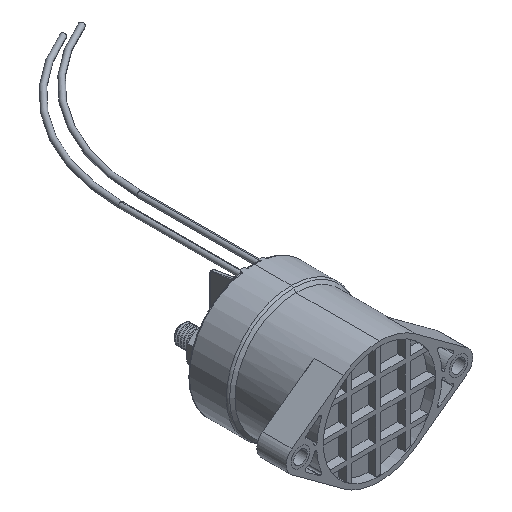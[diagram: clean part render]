
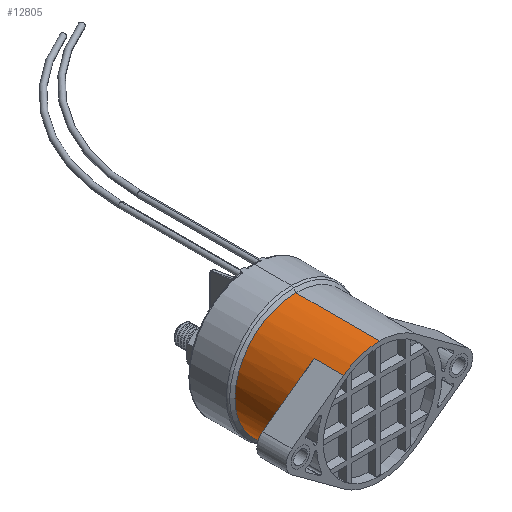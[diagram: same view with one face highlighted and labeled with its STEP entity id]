
A CAD part, isometric view. The second image highlights one B-rep face of the part: STEP entity #12805.
In plain terms, the highlighted cylindrical face has radius 26.289 mm (diameter 52.578 mm), a partial arc.
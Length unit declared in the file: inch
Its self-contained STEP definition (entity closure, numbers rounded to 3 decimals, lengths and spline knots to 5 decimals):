
#415 = CARTESIAN_POINT ( 'NONE',  ( 0., 1.2677, 1.035 ) ) ;
#1241 = CARTESIAN_POINT ( 'NONE',  ( 0., 0.347, 0. ) ) ;
#2129 = ORIENTED_EDGE ( 'NONE', *, *, #18869, .F. ) ;
#3434 = AXIS2_PLACEMENT_3D ( 'NONE', #52035, #23409, #56819 ) ;
#4085 = DIRECTION ( 'NONE',  ( 0., -1., 0. ) ) ;
#4873 = CIRCLE ( 'NONE', #3434, 1.035 ) ;
#6039 = DIRECTION ( 'NONE',  ( 0., 0., 1. ) ) ;
#6297 = CARTESIAN_POINT ( 'NONE',  ( -0.61222, 0.347, -0.83451 ) ) ;
#7359 = CIRCLE ( 'NONE', #61390, 1.035 ) ;
#9325 = DIRECTION ( 'NONE',  ( 0., -1., 0. ) ) ;
#9588 = CYLINDRICAL_SURFACE ( 'NONE', #47122, 1.035 ) ;
#10169 = VERTEX_POINT ( 'NONE', #28996 ) ;
#10573 = LINE ( 'NONE', #23686, #35879 ) ;
#10740 = VERTEX_POINT ( 'NONE', #415 ) ;
#10842 = EDGE_CURVE ( 'NONE', #49197, #18289, #13514, .T. ) ;
#12805 = ADVANCED_FACE ( 'NONE', ( #40909 ), #9588, .T. ) ;
#12863 = ORIENTED_EDGE ( 'NONE', *, *, #26075, .T. ) ;
#13059 = DIRECTION ( 'NONE',  ( 0., -1., 0. ) ) ;
#13514 = CIRCLE ( 'NONE', #42208, 1.035 ) ;
#13642 = CARTESIAN_POINT ( 'NONE',  ( -0.61222, -0.153, 0.83451 ) ) ;
#15121 = VERTEX_POINT ( 'NONE', #50280 ) ;
#16148 = EDGE_CURVE ( 'NONE', #10740, #10169, #7359, .T. ) ;
#17837 = VECTOR ( 'NONE', #54059, 39.37008 ) ;
#18289 = VERTEX_POINT ( 'NONE', #56341 ) ;
#18869 = EDGE_CURVE ( 'NONE', #45611, #35494, #31831, .T. ) ;
#18966 = EDGE_CURVE ( 'NONE', #10740, #45611, #48232, .T. ) ;
#22222 = DIRECTION ( 'NONE',  ( 0., -1., 0. ) ) ;
#22790 = EDGE_CURVE ( 'NONE', #39459, #15121, #4873, .T. ) ;
#23409 = DIRECTION ( 'NONE',  ( 0., -1., 0. ) ) ;
#23686 = CARTESIAN_POINT ( 'NONE',  ( -0.61222, 0.347, 0.83451 ) ) ;
#24477 = CARTESIAN_POINT ( 'NONE',  ( 0., 0., 0. ) ) ;
#24535 = ORIENTED_EDGE ( 'NONE', *, *, #29829, .F. ) ;
#26075 = EDGE_CURVE ( 'NONE', #18289, #35494, #10573, .T. ) ;
#26231 = VECTOR ( 'NONE', #42350, 39.37008 ) ;
#26994 = ORIENTED_EDGE ( 'NONE', *, *, #18966, .F. ) ;
#27728 = LINE ( 'NONE', #61586, #26231 ) ;
#28996 = CARTESIAN_POINT ( 'NONE',  ( 0., 1.2677, -1.035 ) ) ;
#29148 = AXIS2_PLACEMENT_3D ( 'NONE', #41588, #13059, #46385 ) ;
#29226 = DIRECTION ( 'NONE',  ( 0., -1., 0. ) ) ;
#29829 = EDGE_CURVE ( 'NONE', #49197, #39459, #30447, .T. ) ;
#30447 = LINE ( 'NONE', #6297, #17837 ) ;
#31831 = CIRCLE ( 'NONE', #29148, 1.035 ) ;
#34547 = DIRECTION ( 'NONE',  ( 0., 1., 0. ) ) ;
#34936 = CARTESIAN_POINT ( 'NONE',  ( 0., -0.153, 1.035 ) ) ;
#35494 = VERTEX_POINT ( 'NONE', #13642 ) ;
#35527 = VECTOR ( 'NONE', #4085, 39.37008 ) ;
#35879 = VECTOR ( 'NONE', #9325, 39.37008 ) ;
#36580 = EDGE_LOOP ( 'NONE', ( #26994, #38862, #58392, #39356, #24535, #54642, #12863, #2129 ) ) ;
#38862 = ORIENTED_EDGE ( 'NONE', *, *, #16148, .T. ) ;
#39356 = ORIENTED_EDGE ( 'NONE', *, *, #22790, .F. ) ;
#39459 = VERTEX_POINT ( 'NONE', #53081 ) ;
#40909 = FACE_OUTER_BOUND ( 'NONE', #36580, .T. ) ;
#41588 = CARTESIAN_POINT ( 'NONE',  ( 0., -0.153, 0. ) ) ;
#42208 = AXIS2_PLACEMENT_3D ( 'NONE', #1241, #34547, #6039 ) ;
#42350 = DIRECTION ( 'NONE',  ( 0., -1., 0. ) ) ;
#45611 = VERTEX_POINT ( 'NONE', #34936 ) ;
#46385 = DIRECTION ( 'NONE',  ( 0., 0., -1. ) ) ;
#46797 = CARTESIAN_POINT ( 'NONE',  ( 0., 0., 1.035 ) ) ;
#47122 = AXIS2_PLACEMENT_3D ( 'NONE', #24477, #29226, #53282 ) ;
#48232 = LINE ( 'NONE', #46797, #35527 ) ;
#49197 = VERTEX_POINT ( 'NONE', #60246 ) ;
#50280 = CARTESIAN_POINT ( 'NONE',  ( 0., -0.153, -1.035 ) ) ;
#50796 = CARTESIAN_POINT ( 'NONE',  ( 0., 1.2677, 0. ) ) ;
#52035 = CARTESIAN_POINT ( 'NONE',  ( 0., -0.153, 0. ) ) ;
#52436 = EDGE_CURVE ( 'NONE', #10169, #15121, #27728, .T. ) ;
#53081 = CARTESIAN_POINT ( 'NONE',  ( -0.61222, -0.153, -0.83451 ) ) ;
#53282 = DIRECTION ( 'NONE',  ( 0., 0., -1. ) ) ;
#54059 = DIRECTION ( 'NONE',  ( 0., -1., 0. ) ) ;
#54642 = ORIENTED_EDGE ( 'NONE', *, *, #10842, .T. ) ;
#55597 = DIRECTION ( 'NONE',  ( 0., 0., -1. ) ) ;
#56341 = CARTESIAN_POINT ( 'NONE',  ( -0.61222, 0.347, 0.83451 ) ) ;
#56819 = DIRECTION ( 'NONE',  ( 0., 0., -1. ) ) ;
#58392 = ORIENTED_EDGE ( 'NONE', *, *, #52436, .T. ) ;
#60246 = CARTESIAN_POINT ( 'NONE',  ( -0.61222, 0.347, -0.83451 ) ) ;
#61390 = AXIS2_PLACEMENT_3D ( 'NONE', #50796, #22222, #55597 ) ;
#61586 = CARTESIAN_POINT ( 'NONE',  ( 0., 0., -1.035 ) ) ;
